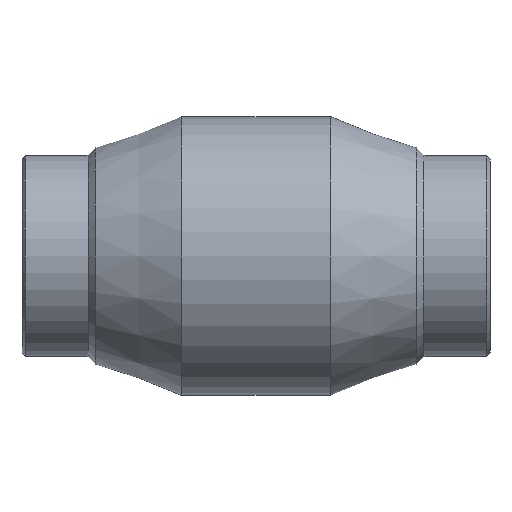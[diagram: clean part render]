
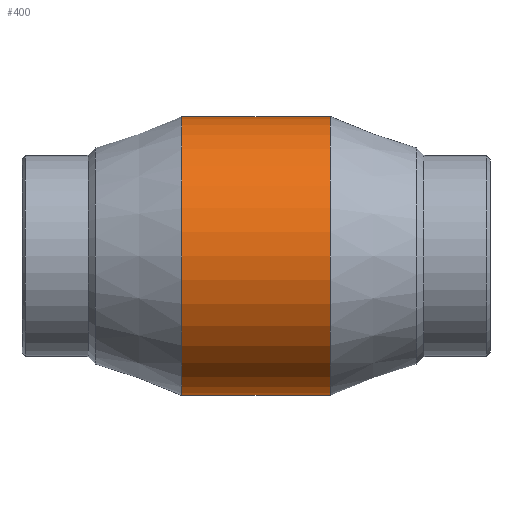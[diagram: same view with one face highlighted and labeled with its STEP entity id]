
A CAD part, front view. The second image highlights one B-rep face of the part: STEP entity #400.
In plain terms, the highlighted cylindrical face has radius 96.85 mm (diameter 193.7 mm), a full revolution.
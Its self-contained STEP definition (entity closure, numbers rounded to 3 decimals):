
#300=CARTESIAN_POINT('',(188.25,0.0,0.0));
#301=DIRECTION('',(1.0,0.0,0.0));
#302=DIRECTION('',(0.0,1.0,0.0));
#303=AXIS2_PLACEMENT_3D('',#300,#301,#302);
#304=CYLINDRICAL_SURFACE('',#303,96.85);
#305=CARTESIAN_POINT('',(111.0,96.85,0.0));
#306=VERTEX_POINT('',#305);
#307=CARTESIAN_POINT('',(111.0,0.0,0.0));
#308=DIRECTION('',(1.0,0.0,0.0));
#309=DIRECTION('',(0.0,1.0,0.0));
#310=AXIS2_PLACEMENT_3D('',#307,#308,#309);
#311=CIRCLE('',#310,96.85);
#312=EDGE_CURVE('',#306,#306,#311,.T.);
#313=ORIENTED_EDGE('',*,*,#312,.T.);
#314=EDGE_LOOP('',(#313));
#315=FACE_OUTER_BOUND('',#314,.T.);
#316=CARTESIAN_POINT('',(162.5,92.086,-30.));
#317=VERTEX_POINT('',#316);
#318=CARTESIAN_POINT('',(162.5,92.086,-30.));
#319=CARTESIAN_POINT('',(164.397,92.086,-30.));
#320=CARTESIAN_POINT('',(166.355,92.147,-29.817));
#321=CARTESIAN_POINT('',(170.241,92.391,-29.052));
#322=CARTESIAN_POINT('',(172.169,92.575,-28.469));
#323=CARTESIAN_POINT('',(175.861,93.033,-26.935));
#324=CARTESIAN_POINT('',(177.627,93.307,-25.981));
#325=CARTESIAN_POINT('',(180.891,93.891,-23.783));
#326=CARTESIAN_POINT('',(182.388,94.201,-22.538));
#327=CARTESIAN_POINT('',(185.038,94.796,-19.889));
#328=CARTESIAN_POINT('',(186.283,95.102,-18.392));
#329=CARTESIAN_POINT('',(188.481,95.676,-15.128));
#330=CARTESIAN_POINT('',(189.435,95.942,-13.361));
#331=CARTESIAN_POINT('',(190.969,96.384,-9.669));
#332=CARTESIAN_POINT('',(191.552,96.56,-7.74));
#333=CARTESIAN_POINT('',(192.317,96.793,-3.854));
#334=CARTESIAN_POINT('',(192.5,96.85,-1.897));
#335=CARTESIAN_POINT('',(192.5,96.85,1.897));
#336=CARTESIAN_POINT('',(192.317,96.793,3.854));
#337=CARTESIAN_POINT('',(191.552,96.56,7.74));
#338=CARTESIAN_POINT('',(190.969,96.384,9.669));
#339=CARTESIAN_POINT('',(189.435,95.942,13.361));
#340=CARTESIAN_POINT('',(188.481,95.676,15.128));
#341=CARTESIAN_POINT('',(186.283,95.102,18.392));
#342=CARTESIAN_POINT('',(185.038,94.796,19.889));
#343=CARTESIAN_POINT('',(182.388,94.201,22.538));
#344=CARTESIAN_POINT('',(180.891,93.891,23.783));
#345=CARTESIAN_POINT('',(177.627,93.307,25.981));
#346=CARTESIAN_POINT('',(175.861,93.033,26.935));
#347=CARTESIAN_POINT('',(172.169,92.575,28.469));
#348=CARTESIAN_POINT('',(170.241,92.391,29.052));
#349=CARTESIAN_POINT('',(166.355,92.147,29.817));
#350=CARTESIAN_POINT('',(164.397,92.086,30.));
#351=CARTESIAN_POINT('',(160.603,92.086,30.));
#352=CARTESIAN_POINT('',(158.645,92.147,29.817));
#353=CARTESIAN_POINT('',(154.759,92.391,29.052));
#354=CARTESIAN_POINT('',(152.831,92.575,28.469));
#355=CARTESIAN_POINT('',(149.139,93.033,26.935));
#356=CARTESIAN_POINT('',(147.373,93.307,25.981));
#357=CARTESIAN_POINT('',(144.109,93.891,23.783));
#358=CARTESIAN_POINT('',(142.612,94.201,22.538));
#359=CARTESIAN_POINT('',(139.962,94.796,19.889));
#360=CARTESIAN_POINT('',(138.717,95.102,18.392));
#361=CARTESIAN_POINT('',(136.519,95.676,15.128));
#362=CARTESIAN_POINT('',(135.565,95.942,13.361));
#363=CARTESIAN_POINT('',(134.031,96.384,9.669));
#364=CARTESIAN_POINT('',(133.448,96.56,7.74));
#365=CARTESIAN_POINT('',(132.683,96.793,3.854));
#366=CARTESIAN_POINT('',(132.5,96.85,1.897));
#367=CARTESIAN_POINT('',(132.5,96.85,-1.897));
#368=CARTESIAN_POINT('',(132.683,96.793,-3.854));
#369=CARTESIAN_POINT('',(133.448,96.56,-7.74));
#370=CARTESIAN_POINT('',(134.031,96.384,-9.669));
#371=CARTESIAN_POINT('',(135.565,95.942,-13.361));
#372=CARTESIAN_POINT('',(136.519,95.676,-15.128));
#373=CARTESIAN_POINT('',(138.717,95.102,-18.392));
#374=CARTESIAN_POINT('',(139.962,94.796,-19.889));
#375=CARTESIAN_POINT('',(142.612,94.201,-22.538));
#376=CARTESIAN_POINT('',(144.109,93.891,-23.783));
#377=CARTESIAN_POINT('',(147.373,93.307,-25.981));
#378=CARTESIAN_POINT('',(149.139,93.033,-26.935));
#379=CARTESIAN_POINT('',(152.831,92.575,-28.469));
#380=CARTESIAN_POINT('',(154.759,92.391,-29.052));
#381=CARTESIAN_POINT('',(158.645,92.147,-29.817));
#382=CARTESIAN_POINT('',(160.603,92.086,-30.));
#383=CARTESIAN_POINT('',(162.5,92.086,-30.));
#384=B_SPLINE_CURVE_WITH_KNOTS('',3,(#318,#319,#320,#321,#322,#323,#324,#325,#326,#327,#328,#329,#330,#331,#332,#333,#334,#335,#336,#337,#338,#339,#340,#341,#342,#343,#344,#345,#346,#347,#348,#349,#350,#351,#352,#353,#354,#355,#356,#357,#358,#359,#360,#361,#362,#363,#364,#365,#366,#367,#368,#369,#370,#371,#372,#373,#374,#375,#376,#377,#378,#379,#380,#381,#382,#383),.UNSPECIFIED.,.T.,.U.,(4,2,2,2,2,2,2,2,2,2,2,2,2,2,2,2,2,2,2,2,2,2,2,2,2,2,2,2,2,2,2,2,4),(0.0,0.569,1.138,1.708,2.277,2.846,3.415,3.984,4.553,5.122,5.691,6.26,6.829,7.398,7.967,8.536,9.106,9.675,10.244,10.813,11.382,11.951,12.52,13.089,13.658,14.227,14.796,15.365,15.934,16.503,17.073,17.642,18.211),.UNSPECIFIED.);
#385=EDGE_CURVE('',#317,#317,#384,.T.);
#386=ORIENTED_EDGE('',*,*,#385,.T.);
#387=EDGE_LOOP('',(#386));
#388=FACE_BOUND('',#387,.T.);
#389=CARTESIAN_POINT('',(214.0,96.85,0.0));
#390=VERTEX_POINT('',#389);
#391=CARTESIAN_POINT('',(214.0,0.0,0.0));
#392=DIRECTION('',(1.0,0.0,0.0));
#393=DIRECTION('',(0.0,1.0,0.0));
#394=AXIS2_PLACEMENT_3D('',#391,#392,#393);
#395=CIRCLE('',#394,96.85);
#396=EDGE_CURVE('',#390,#390,#395,.T.);
#397=ORIENTED_EDGE('',*,*,#396,.F.);
#398=EDGE_LOOP('',(#397));
#399=FACE_BOUND('',#398,.T.);
#400=ADVANCED_FACE('',(#315,#388,#399),#304,.T.);
